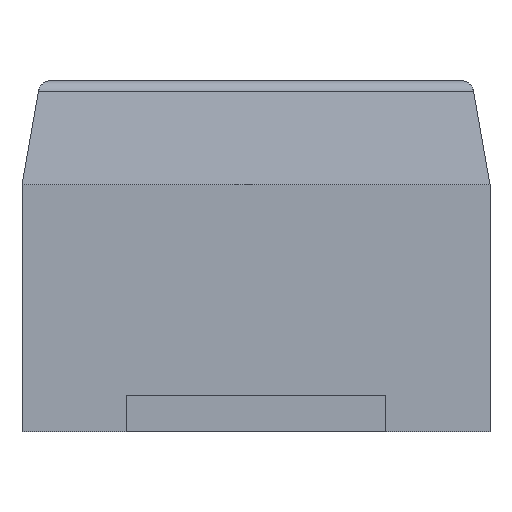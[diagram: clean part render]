
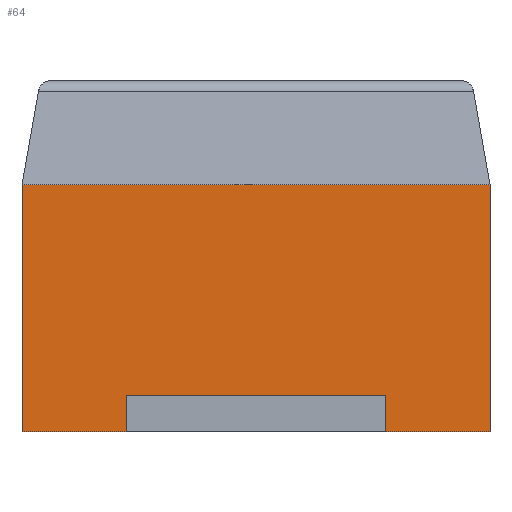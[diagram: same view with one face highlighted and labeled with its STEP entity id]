
A CAD part, left-side view. The second image highlights one B-rep face of the part: STEP entity #64.
In plain terms, the highlighted planar face has unit normal (-1, 0, 0).
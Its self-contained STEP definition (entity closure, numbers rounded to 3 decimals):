
#2 = VECTOR ( 'NONE', #676, 1000. ) ;
#61 = DIRECTION ( 'NONE',  ( -1., 0., 0. ) ) ;
#64 = ADVANCED_FACE ( 'NONE', ( #980 ), #680, .T. ) ;
#98 = AXIS2_PLACEMENT_3D ( 'NONE', #486, #61, #1203 ) ;
#120 = CARTESIAN_POINT ( 'NONE',  ( -1.35, 0.9, 0.95 ) ) ;
#125 = VERTEX_POINT ( 'NONE', #120 ) ;
#130 = LINE ( 'NONE', #643, #729 ) ;
#155 = ORIENTED_EDGE ( 'NONE', *, *, #184, .T. ) ;
#184 = EDGE_CURVE ( 'NONE', #125, #1230, #1029, .T. ) ;
#211 = VERTEX_POINT ( 'NONE', #1082 ) ;
#335 = DIRECTION ( 'NONE',  ( 0., 1., 0. ) ) ;
#358 = VECTOR ( 'NONE', #771, 1000. ) ;
#366 = CARTESIAN_POINT ( 'NONE',  ( -1.35, -0.9, 1.35 ) ) ;
#425 = CARTESIAN_POINT ( 'NONE',  ( -1.35, 0.9, 0. ) ) ;
#430 = ORIENTED_EDGE ( 'NONE', *, *, #653, .F. ) ;
#486 = CARTESIAN_POINT ( 'NONE',  ( -1.35, -0.9, 1.35 ) ) ;
#500 = ORIENTED_EDGE ( 'NONE', *, *, #1055, .F. ) ;
#526 = EDGE_CURVE ( 'NONE', #211, #125, #1042, .T. ) ;
#560 = VECTOR ( 'NONE', #1251, 1000. ) ;
#643 = CARTESIAN_POINT ( 'NONE',  ( -1.35, -0.9, 0. ) ) ;
#653 = EDGE_CURVE ( 'NONE', #211, #795, #870, .T. ) ;
#676 = DIRECTION ( 'NONE',  ( 0., 1., 0. ) ) ;
#680 = PLANE ( 'NONE',  #98 ) ;
#725 = CARTESIAN_POINT ( 'NONE',  ( -1.35, 0.9, 1.35 ) ) ;
#729 = VECTOR ( 'NONE', #335, 1000. ) ;
#738 = EDGE_LOOP ( 'NONE', ( #430, #948, #155, #500 ) ) ;
#771 = DIRECTION ( 'NONE',  ( 0., 0., -1. ) ) ;
#795 = VERTEX_POINT ( 'NONE', #946 ) ;
#870 = LINE ( 'NONE', #366, #358 ) ;
#946 = CARTESIAN_POINT ( 'NONE',  ( -1.35, -0.9, 0. ) ) ;
#948 = ORIENTED_EDGE ( 'NONE', *, *, #526, .T. ) ;
#980 = FACE_OUTER_BOUND ( 'NONE', #738, .T. ) ;
#1029 = LINE ( 'NONE', #725, #560 ) ;
#1042 = LINE ( 'NONE', #1080, #2 ) ;
#1055 = EDGE_CURVE ( 'NONE', #795, #1230, #130, .T. ) ;
#1080 = CARTESIAN_POINT ( 'NONE',  ( -1.35, 0.9, 0.95 ) ) ;
#1082 = CARTESIAN_POINT ( 'NONE',  ( -1.35, -0.9, 0.95 ) ) ;
#1203 = DIRECTION ( 'NONE',  ( 0., 0., 1. ) ) ;
#1230 = VERTEX_POINT ( 'NONE', #425 ) ;
#1251 = DIRECTION ( 'NONE',  ( 0., 0., -1. ) ) ;
